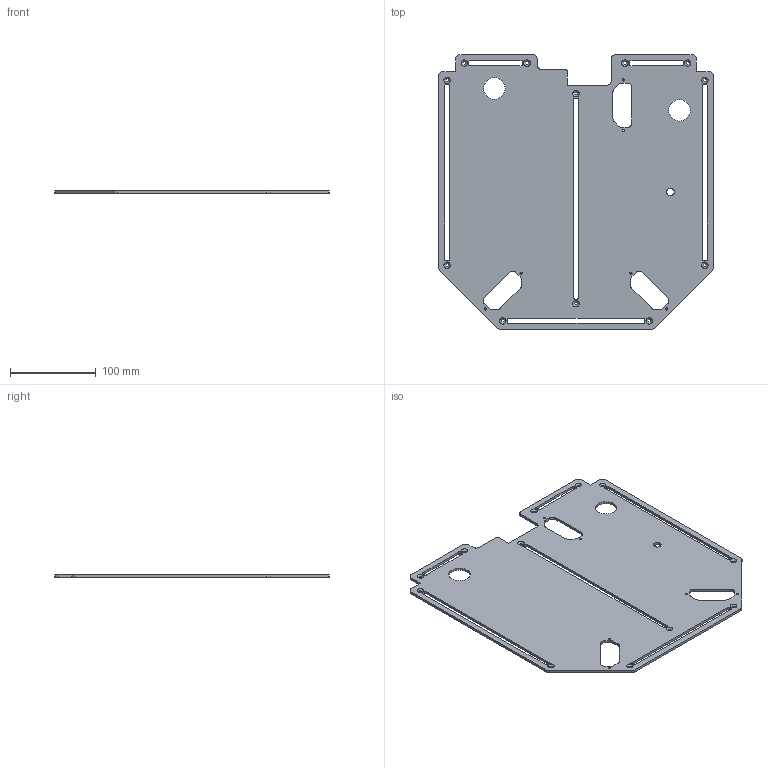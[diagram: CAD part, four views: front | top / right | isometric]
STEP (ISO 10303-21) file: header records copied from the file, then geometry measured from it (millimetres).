
FILE_DESCRIPTION(/* description */ (''),/* implementation_level */ '2;1');
FILE_NAME(/* name */ 'UniversalPack.stp',/* time_stamp */ '2024-07-26T14:14:34+09:00',/* author */ (''),/* organization */ (''),/* preprocessor_version */ 'ST-DEVELOPER v19.3',/* originating_system */ 'SIEMENS PLM Software NX2212.3001',/* authorisation */ '');
FILE_SCHEMA (('AUTOMOTIVE_DESIGN { 1 0 10303 214 3 1 1 1 }'));
Length unit declared in the file: millimetre
Products named in the file (1): Full_no_ChamberHeater_SidePack_objects
Bounding box: 320 x 320 x 3 mm (x, y, z)
Volume: 252295.6 mm3; surface area: 180122.9 mm2
Topology: 1 solids, 1 shells, 148 faces, 428 edges, 282 vertices
Faces by surface type: cylinder 76, plane 60, cone 12
Full cylindrical faces by diameter (mm): 2.5 x6, 3.5 x12, 9 x1, 25 x2
Entity records: 4885 total; most frequent: DIRECTION 855, CARTESIAN_POINT 822, ORIENTED_EDGE 786, EDGE_CURVE 393, AXIS2_PLACEMENT_3D 313, VERTEX_POINT 280, EDGE_LOOP 241, LINE 229
